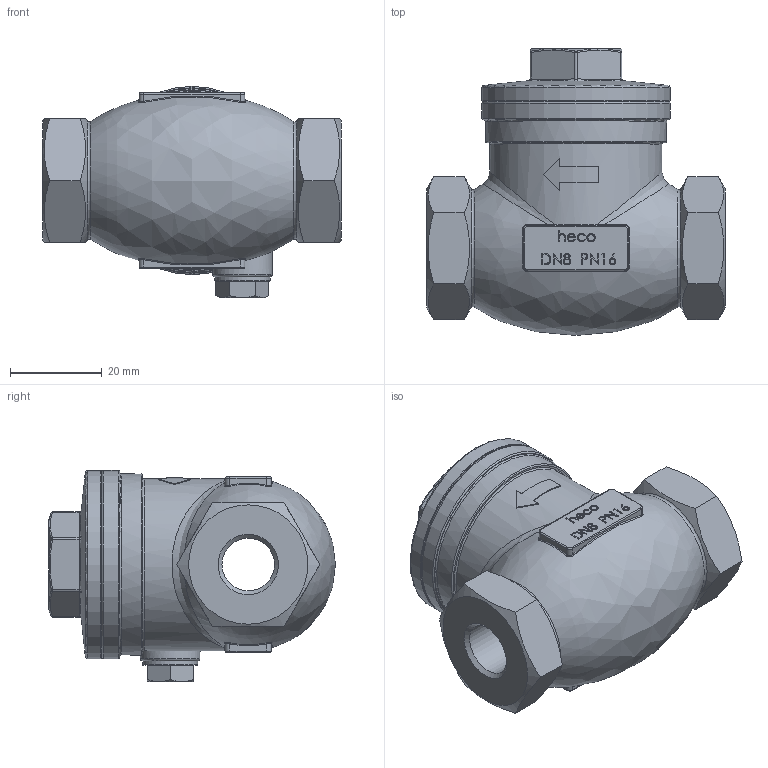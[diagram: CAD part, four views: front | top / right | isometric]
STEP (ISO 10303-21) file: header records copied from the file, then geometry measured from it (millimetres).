
FILE_DESCRIPTION (( 'STEP AP214' ), '1' );
FILE_NAME ('RÜ-014-000-4 Rückschlagklappe heco.STEP', '2013-10-07T07:37:21', ( 'test' ), ( '' ), 'SwSTEP 2.0', 'SolidWorks 2011', '' );
FILE_SCHEMA (( 'AUTOMOTIVE_DESIGN' ));
Length unit declared in the file: millimetre
Products named in the file (1): RÜ-014-000-4 Rückschlagklappe heco
Bounding box: 65 x 62.5 x 46 mm (x, y, z)
Volume: 45610.1 mm3; surface area: 18931.1 mm2
Topology: 1 solids, 1 shells, 542 faces, 1362 edges, 867 vertices
Faces by surface type: bspline 232, plane 229, cylinder 36, torus 30, cone 15
Full cylindrical faces by diameter (mm): 11.445 x2, 11.5 x1, 12 x1, 13 x1, 15.5 x1, 30 x1, 39.5 x1, 41 x2
Entity records: 34285 total; most frequent: CARTESIAN_POINT 17236, ORIENTED_EDGE 2614, DIRECTION 1594, EDGE_CURVE 1307, VERTEX_POINT 852, VECTOR 642, LINE 642, EDGE_LOOP 627
